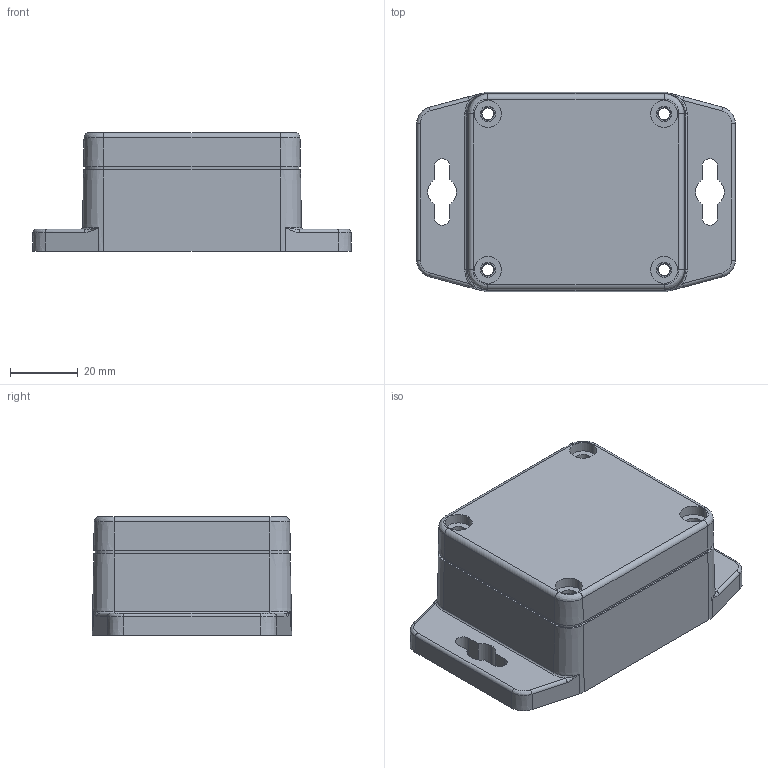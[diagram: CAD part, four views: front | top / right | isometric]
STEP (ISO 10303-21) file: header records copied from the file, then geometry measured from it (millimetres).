
FILE_DESCRIPTION (( 'STEP AP214' ), '1' );
FILE_NAME ('G201 64X58X35.STEP', '2010-12-07T02:39:40', ( 'NEF User' ), ( 'NEF User' ), 'SwSTEP 2.0', 'SolidWorks 2010', '' );
FILE_SCHEMA (( 'AUTOMOTIVE_DESIGN' ));
Length unit declared in the file: millimetre
Products named in the file (1): G201  64X58X35
Bounding box: 94 x 58.84 x 35 mm (x, y, z)
Volume: 56215.4 mm3; surface area: 39413.1 mm2
Topology: 2 solids, 2 shells, 471 faces, 1197 edges, 756 vertices
Faces by surface type: cylinder 154, plane 142, cone 117, bspline 58
Entity records: 17614 total; most frequent: CARTESIAN_POINT 6194, DIRECTION 2439, ORIENTED_EDGE 2370, EDGE_CURVE 1185, AXIS2_PLACEMENT_3D 949, VERTEX_POINT 756, LINE 541, VECTOR 541
